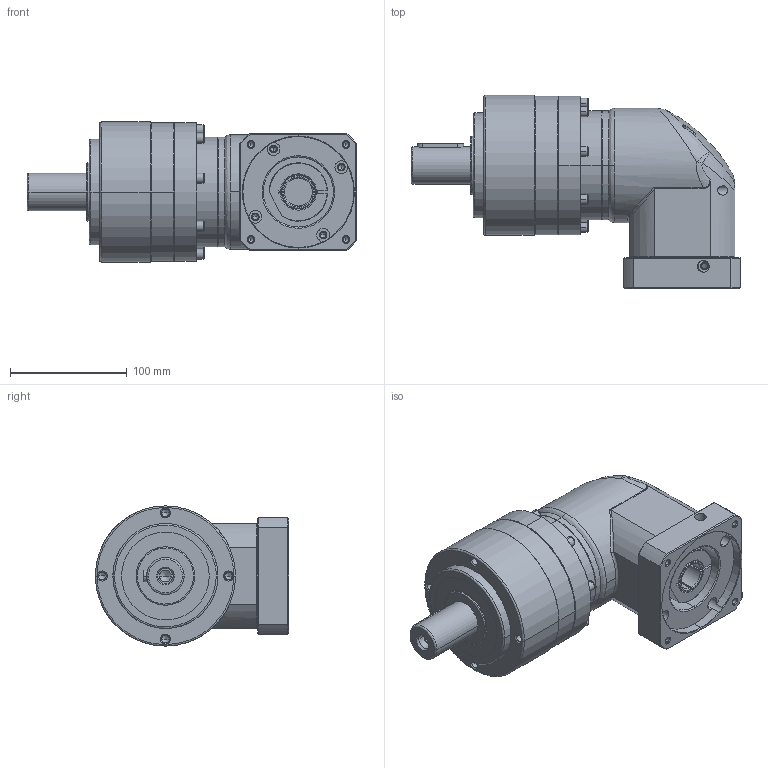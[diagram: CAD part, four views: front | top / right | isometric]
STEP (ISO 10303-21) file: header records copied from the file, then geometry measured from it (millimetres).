
FILE_DESCRIPTION (( 'STEP AP214' ), '1' );
FILE_NAME ('PEL120-L2-24-95-115-M6-M8.STEP', '2024-01-06T06:52:44', ( 'admin' ), ( '' ), 'SwSTEP 2.0', 'SolidWorks 2013', '' );
FILE_SCHEMA (( 'AUTOMOTIVE_DESIGN' ));
Length unit declared in the file: millimetre
Products named in the file (6): SBL090_X2_6CD55170_X0_95-115M6; PE120; PB115_X2_4E007EA79F7F570863A5_X0_090; SBL090_X2_8F9351658F7495017D2773AF_X0_-24; SDL090-24; PEL120-L2-24-95-115-M6-M8
Assembly tree (5 placements, depth 2):
  PEL120-L2-24-95-115-M6-M8
    SDL090-24
    SBL090_X2_8F9351658F7495017D2773AF_X0_-24
    PB115_X2_4E007EA79F7F570863A5_X0_090
    PE120
    SBL090_X2_6CD55170_X0_95-115M6
Bounding box: 282.1 x 165.5 x 120 mm (x, y, z)
Volume: 2285553.6 mm3; surface area: 231251.8 mm2
Topology: 8 solids, 8 shells, 573 faces, 1412 edges, 858 vertices
Faces by surface type: cylinder 226, plane 175, cone 121, bspline 49, torus 2
Entity records: 26730 total; most frequent: CARTESIAN_POINT 6988, DIRECTION 2791, ORIENTED_EDGE 2692, EDGE_CURVE 1346, AXIS2_PLACEMENT_3D 1083, VERTEX_POINT 858, EDGE_LOOP 674, VECTOR 625
